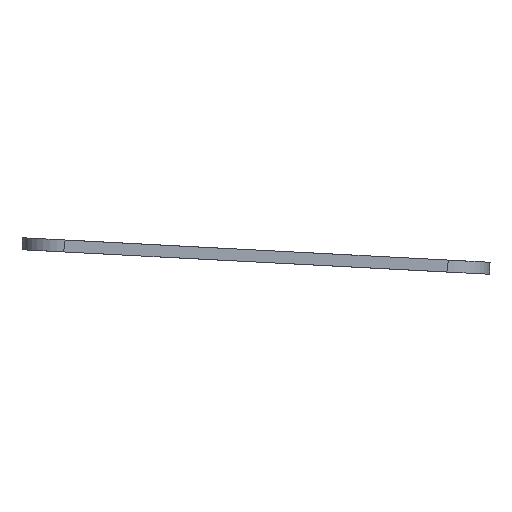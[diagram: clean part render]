
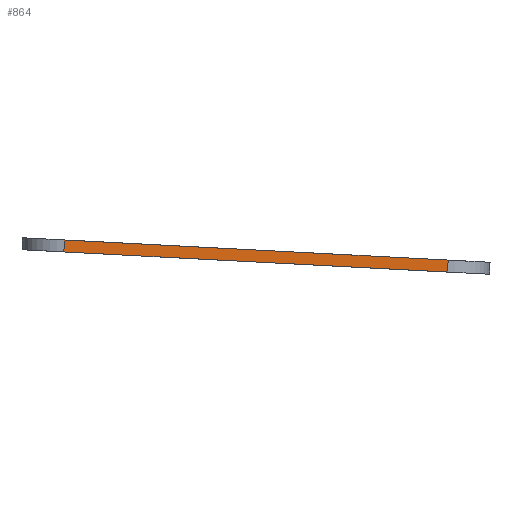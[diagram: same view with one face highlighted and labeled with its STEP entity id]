
A CAD part, left-side view. The second image highlights one B-rep face of the part: STEP entity #864.
In plain terms, the highlighted planar face has unit normal (-1, 0, 0).
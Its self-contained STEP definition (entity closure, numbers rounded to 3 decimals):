
#57=PLANE('',#963);
#90=FACE_OUTER_BOUND('',#150,.T.);
#150=EDGE_LOOP('',(#703,#704,#705,#706));
#214=LINE('',#1367,#282);
#231=LINE('',#1427,#299);
#233=LINE('',#1431,#301);
#234=LINE('',#1432,#302);
#282=VECTOR('',#1114,10.);
#299=VECTOR('',#1169,10.);
#301=VECTOR('',#1173,10.);
#302=VECTOR('',#1174,10.);
#416=VERTEX_POINT('',#1364);
#417=VERTEX_POINT('',#1366);
#441=VERTEX_POINT('',#1425);
#442=VERTEX_POINT('',#1430);
#511=EDGE_CURVE('',#417,#416,#214,.T.);
#542=EDGE_CURVE('',#441,#416,#231,.T.);
#544=EDGE_CURVE('',#442,#441,#233,.T.);
#545=EDGE_CURVE('',#417,#442,#234,.T.);
#703=ORIENTED_EDGE('',*,*,#542,.F.);
#704=ORIENTED_EDGE('',*,*,#544,.F.);
#705=ORIENTED_EDGE('',*,*,#545,.F.);
#706=ORIENTED_EDGE('',*,*,#511,.T.);
#864=ADVANCED_FACE('',(#90),#57,.T.);
#963=AXIS2_PLACEMENT_3D('',#1429,#1171,#1172);
#1114=DIRECTION('',(0.,0.999,0.052));
#1169=DIRECTION('',(0.,-0.052,0.999));
#1171=DIRECTION('center_axis',(-1.,0.,0.));
#1172=DIRECTION('ref_axis',(0.,0.999,0.052));
#1173=DIRECTION('',(0.,0.999,0.052));
#1174=DIRECTION('',(0.,0.052,-0.999));
#1364=CARTESIAN_POINT('',(-163.409,47.111,11.268));
#1366=CARTESIAN_POINT('',(-163.409,-49.057,6.228));
#1367=CARTESIAN_POINT('',(-163.409,-30.008,7.227));
#1425=CARTESIAN_POINT('',(-163.409,47.268,8.272));
#1427=CARTESIAN_POINT('',(-163.409,47.106,11.368));
#1429=CARTESIAN_POINT('Origin',(-163.409,-59.049,5.805));
#1430=CARTESIAN_POINT('',(-163.409,-48.9,3.232));
#1431=CARTESIAN_POINT('',(-163.409,-29.851,4.231));
#1432=CARTESIAN_POINT('',(-163.409,-49.062,6.328));
